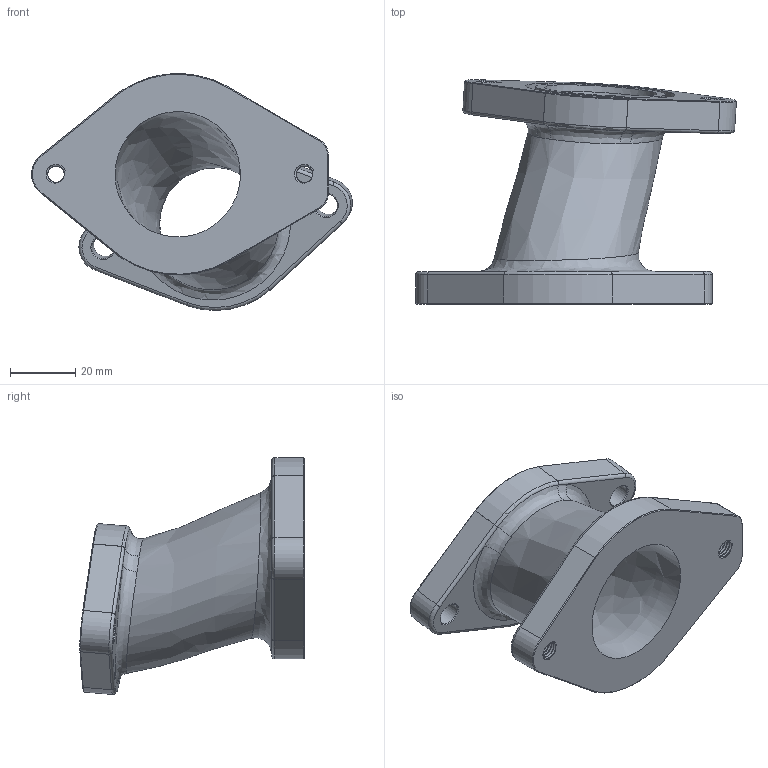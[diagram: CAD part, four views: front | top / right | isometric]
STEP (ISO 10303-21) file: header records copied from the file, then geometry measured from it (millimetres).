
FILE_DESCRIPTION(/* description */ (''),/* implementation_level */ '2;1');
FILE_NAME(/* name */ 'Ansaugbrücke_Links v19.step',/* time_stamp */ '2021-03-02T08:59:31+01:00',/* author */ (''),/* organization */ (''),/* preprocessor_version */ 'ST-DEVELOPER v18.1',/* originating_system */ 'Autodesk Translation Framework v9.7.1.1290',/* authorisation */ '');
FILE_SCHEMA (('AUTOMOTIVE_DESIGN { 1 0 10303 214 3 1 1 }'));
Length unit declared in the file: millimetre
Products named in the file (2): Ansaugbrücke_Links; Flansch_Vergasser
Assembly tree (1 placements, depth 2):
  Ansaugbrücke_Links
    Flansch_Vergasser
Bounding box: 98.64 x 69.02 x 72.87 mm (x, y, z)
Volume: 61653.8 mm3; surface area: 27446.5 mm2
Topology: 1 solids, 8 shells, 158 faces, 369 edges, 230 vertices
Faces by surface type: cylinder 76, plane 31, bspline 27, cone 13, torus 9, sphere 2
Full cylindrical faces by diameter (mm): 5.035 x12, 6.147 x6, 7 x2, 35 x1, 40 x1, 46.3 x1
Entity records: 8744 total; most frequent: CARTESIAN_POINT 5424, ORIENTED_EDGE 738, DIRECTION 542, EDGE_CURVE 369, VERTEX_POINT 230, AXIS2_PLACEMENT_3D 209, EDGE_LOOP 171, B_SPLINE_CURVE_WITH_KNOTS 170
